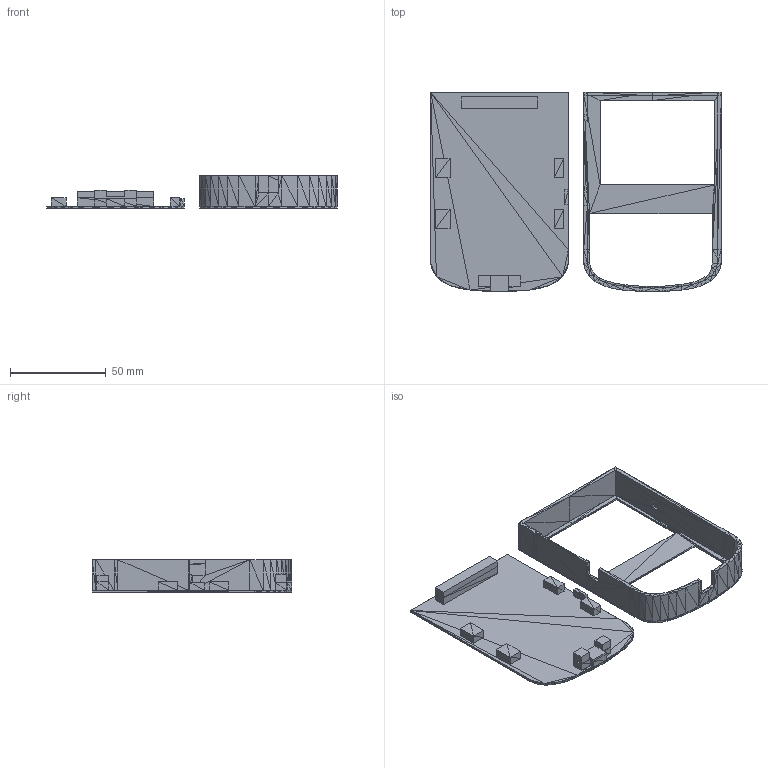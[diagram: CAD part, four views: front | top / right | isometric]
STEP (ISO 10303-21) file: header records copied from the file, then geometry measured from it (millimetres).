
FILE_DESCRIPTION(('FreeCAD Model'),'2;1');
FILE_NAME('Open CASCADE Shape Model','2023-08-22T10:43:18',('Author'),( ''),'Open CASCADE STEP processor 7.6','FreeCAD','Unknown');
FILE_SCHEMA(('AUTOMOTIVE_DESIGN { 1 0 10303 214 1 1 1 1 }'));
Length unit declared in the file: millimetre
Products named in the file (6): Unnamed; tdeck_shell_002; Cube; Cube001; Cube002; Cube003
Assembly tree (5 placements, depth 2):
  Unnamed
    tdeck_shell_002
    Cube
    Cube001
    Cube002
    Cube003
Bounding box: 152 x 104.5 x 17 mm (x, y, z)
Volume: 1235.1 mm3; surface area: 36210.3 mm2
Topology: 4 solids, 670 shells, 690 faces, 2042 edges, 2026 vertices
Faces by surface type: plane 690
Entity records: 29387 total; most frequent: CARTESIAN_POINT 4772, DIRECTION 3438, ORIENTED_EDGE 2094, EDGE_CURVE 2046, LINE 2046, VECTOR 2046, VERTEX_POINT 2030, AXIS2_PLACEMENT_3D 696
